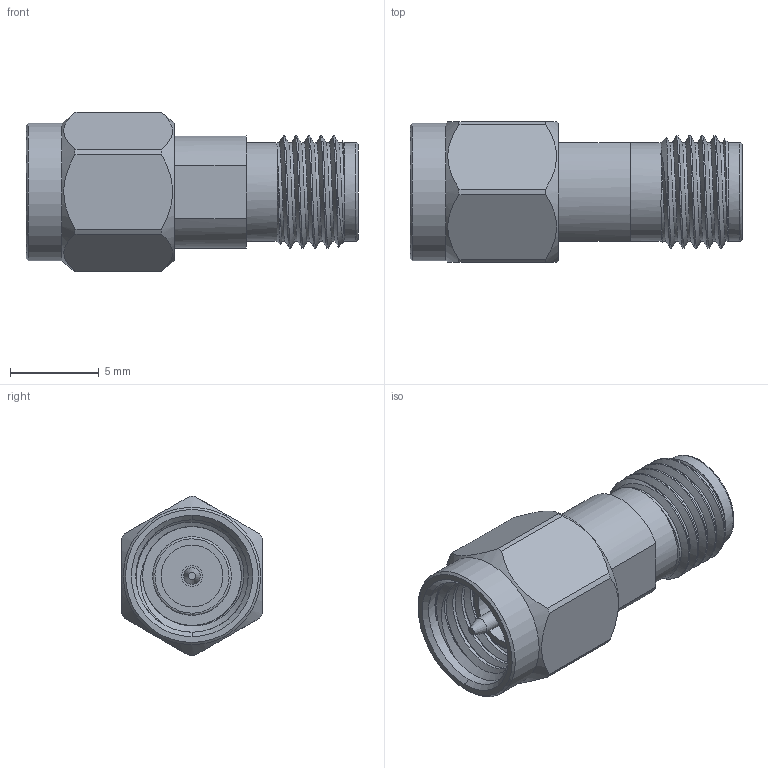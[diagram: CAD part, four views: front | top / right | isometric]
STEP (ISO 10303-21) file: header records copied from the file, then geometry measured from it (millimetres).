
FILE_DESCRIPTION (( 'STEP AP203' ), '1' );
FILE_NAME ('SM3370_3D.step', '2022-08-02T21:05:26', ( '' ), ( '' ), 'SwSTEP 2.0', 'SolidWorks 2021', '' );
FILE_SCHEMA (( 'CONFIG_CONTROL_DESIGN' ));
Length unit declared in the file: inch
Products named in the file (1): SM3370_3D
Bounding box: 18.75 x 7.94 x 8.99 mm (x, y, z)
Volume: 544.7 mm3; surface area: 888 mm2
Topology: 1 solids, 1 shells, 80 faces, 206 edges, 138 vertices
Faces by surface type: plane 32, cylinder 27, cone 13, bspline 7, torus 1
Full cylindrical faces by diameter (mm): 0.94 x2, 1.194 x2, 2.92 x1, 3.5 x1, 4.445 x1, 4.572 x1, 5.582 x2, 6.35 x7, 6.604 x1, 7.762 x1
Entity records: 5377 total; most frequent: CARTESIAN_POINT 3688, ORIENTED_EDGE 338, DIRECTION 300, EDGE_CURVE 169, AXIS2_PLACEMENT_3D 130, VERTEX_POINT 129, EDGE_LOOP 106, FACE_OUTER_BOUND 90
